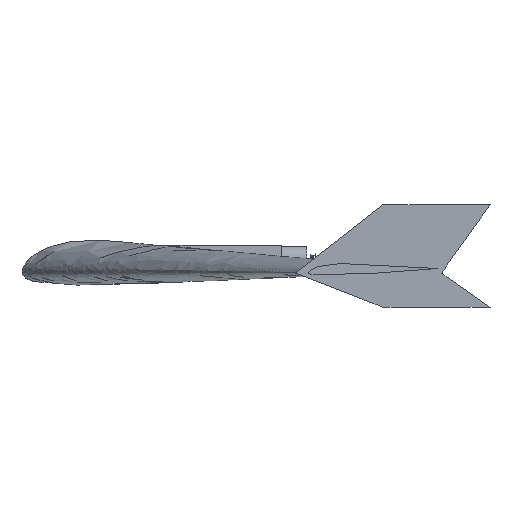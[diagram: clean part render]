
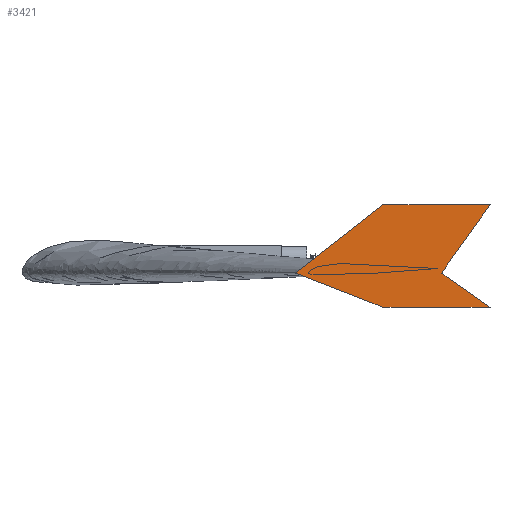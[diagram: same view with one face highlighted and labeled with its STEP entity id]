
A CAD part, front view. The second image highlights one B-rep face of the part: STEP entity #3421.
In plain terms, the highlighted planar face has unit normal (0, -1, 0).
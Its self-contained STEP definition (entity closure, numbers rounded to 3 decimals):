
#2178 = SURFACE_OF_LINEAR_EXTRUSION('',#2179,#2187);
#2179 = B_SPLINE_CURVE_WITH_KNOTS('',1,(#2180,#2181,#2182,#2183,#2184,
    #2185,#2186),.UNSPECIFIED.,.T.,.F.,(2,1,1,1,1,1,2),(0.,
    0.483,1.033,1.338,1.768,
    2.318,2.888),.UNSPECIFIED.);
#2180 = CARTESIAN_POINT('',(0.457,-1.198,0.));
#2181 = CARTESIAN_POINT('',(0.603,-1.198,
    -0.057));
#2182 = CARTESIAN_POINT('',(0.782,-1.198,
    -0.057));
#2183 = CARTESIAN_POINT('',(0.701,-1.198,0.));
#2184 = CARTESIAN_POINT('',(0.782,-1.198,0.114
    ));
#2185 = CARTESIAN_POINT('',(0.603,-1.198,
    0.114));
#2186 = CARTESIAN_POINT('',(0.457,-1.198,0.));
#2187 = VECTOR('',#2188,1.);
#2188 = DIRECTION('',(-0.,-1.,0.));
#2307 = VERTEX_POINT('',#2308);
#2308 = CARTESIAN_POINT('',(0.457,-1.198,0.));
#2331 = EDGE_CURVE('',#2307,#2307,#2332,.T.);
#2332 = SURFACE_CURVE('',#2333,(#2341,#2348),.PCURVE_S1.);
#2333 = B_SPLINE_CURVE_WITH_KNOTS('',1,(#2334,#2335,#2336,#2337,#2338,
    #2339,#2340),.UNSPECIFIED.,.T.,.F.,(2,1,1,1,1,1,2),(0.,
    0.483,1.033,1.338,1.768,
    2.318,2.888),.UNSPECIFIED.);
#2334 = CARTESIAN_POINT('',(0.457,-1.198,0.));
#2335 = CARTESIAN_POINT('',(0.603,-1.198,
    -0.057));
#2336 = CARTESIAN_POINT('',(0.782,-1.198,
    -0.057));
#2337 = CARTESIAN_POINT('',(0.701,-1.198,0.));
#2338 = CARTESIAN_POINT('',(0.782,-1.198,0.114
    ));
#2339 = CARTESIAN_POINT('',(0.603,-1.198,
    0.114));
#2340 = CARTESIAN_POINT('',(0.457,-1.198,0.));
#2341 = PCURVE('',#2178,#2342);
#2342 = DEFINITIONAL_REPRESENTATION('',(#2343),#2347);
#2343 = LINE('',#2344,#2345);
#2344 = CARTESIAN_POINT('',(0.,0.));
#2345 = VECTOR('',#2346,1.);
#2346 = DIRECTION('',(1.,0.));
#2347 = ( GEOMETRIC_REPRESENTATION_CONTEXT(2) 
PARAMETRIC_REPRESENTATION_CONTEXT() REPRESENTATION_CONTEXT('2D SPACE',''
  ) );
#2348 = PCURVE('',#2349,#2354);
#2349 = PLANE('',#2350);
#2350 = AXIS2_PLACEMENT_3D('',#2351,#2352,#2353);
#2351 = CARTESIAN_POINT('',(0.646,-1.198,
    0.023));
#2352 = DIRECTION('',(-0.,1.,0.));
#2353 = DIRECTION('',(-1.,0.,0.));
#2354 = DEFINITIONAL_REPRESENTATION('',(#2355),#2363);
#2355 = B_SPLINE_CURVE_WITH_KNOTS('',1,(#2356,#2357,#2358,#2359,#2360,
    #2361,#2362),.UNSPECIFIED.,.T.,.F.,(2,1,1,1,1,1,2),(0.,
    0.483,1.033,1.338,1.768,
    2.318,2.888),.UNSPECIFIED.);
#2356 = CARTESIAN_POINT('',(0.189,-0.023));
#2357 = CARTESIAN_POINT('',(0.043,-0.08));
#2358 = CARTESIAN_POINT('',(-0.136,-0.08));
#2359 = CARTESIAN_POINT('',(-0.055,-0.023));
#2360 = CARTESIAN_POINT('',(-0.136,0.091));
#2361 = CARTESIAN_POINT('',(0.043,0.091));
#2362 = CARTESIAN_POINT('',(0.189,-0.023));
#2363 = ( GEOMETRIC_REPRESENTATION_CONTEXT(2) 
PARAMETRIC_REPRESENTATION_CONTEXT() REPRESENTATION_CONTEXT('2D SPACE',''
  ) );
#3421 = ADVANCED_FACE('',(#3422),#2349,.F.);
#3422 = FACE_BOUND('',#3423,.T.);
#3423 = EDGE_LOOP('',(#3424));
#3424 = ORIENTED_EDGE('',*,*,#2331,.T.);
